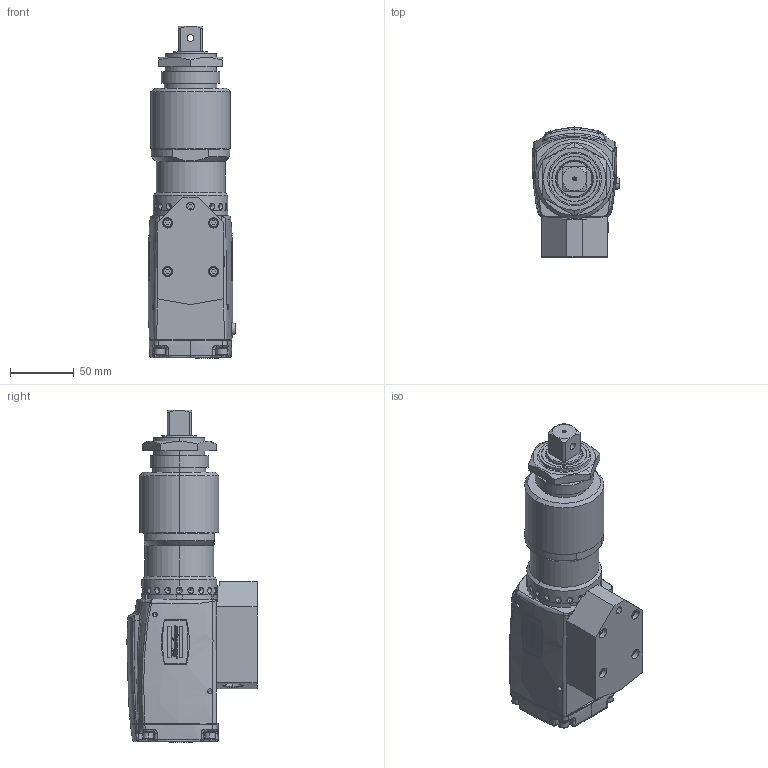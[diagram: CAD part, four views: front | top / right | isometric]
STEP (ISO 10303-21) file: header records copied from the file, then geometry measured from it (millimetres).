
FILE_DESCRIPTION((''),'2;1');
FILE_NAME('8431080836_SW_ASM','2014-11-25T',('tooextcsr'),(''),'PRO/ENGINEER BY PARAMETRIC TECHNOLOGY CORPORATION, 2013410','PRO/ENGINEER BY PARAMETRIC TECHNOLOGY CORPORATION, 2013410','');
FILE_SCHEMA(('CONFIG_CONTROL_DESIGN','GEOMETRIC_VALIDATION_PROPERTIES_MIM'));
Products named in the file (26): 4210461503; 4150175706; 4210461523_ASM; 4210461563_ASM; 4210347301; 0211117700; 4210467700; 4210463600; 0333317507; 0211121000; 0300027528; 0215000365; 0194124700; 4210227000; 0192120200; 4210461564_ASM; 4210218600_HAND; 4210215900; 4210215980_ASM; 4210218400; 0666800705; 4210218480_ASM; 4210217601; 4210218483_ASM; 4210218200; 8431080836_SW_ASM
Assembly tree (37 placements, depth 5):
  8431080836_SW_ASM
    4210461564_ASM
      4210461563_ASM
        4210461523_ASM
          4210461503
          4150175706  x2
      4210347301
      0211117700  x4
      4210467700
      4210463600
      0333317507  x4
      0211121000  x4
      0300027528  x2
      0215000365  x2
      0194124700
      4210227000
      0192120200
    4210218483_ASM
      4210218600_HAND
      4210215980_ASM
        4210215900
      4210218480_ASM
        4210218400
        0666800705
      4210217601
    4210218200
Bounding box: 68.73 x 101.95 x 260 mm (x, y, z)
Volume: 468570.1 mm3; surface area: 216898.7 mm2
Topology: 31 solids, 46 shells, 2299 faces, 6009 edges, 3846 vertices
Faces by surface type: plane 811, cylinder 668, cone 264, extrusion 220, bspline 211, torus 111, sphere 14
Entity records: 90790 total; most frequent: CARTESIAN_POINT 26463, ORIENTED_EDGE 10214, DIRECTION 9620, EDGE_CURVE 5137, PRESENTATION_STYLE_ASSIGNMENT 5009, STYLED_ITEM 5005, CURVE_STYLE 4972, AXIS2_PLACEMENT_3D 3576
